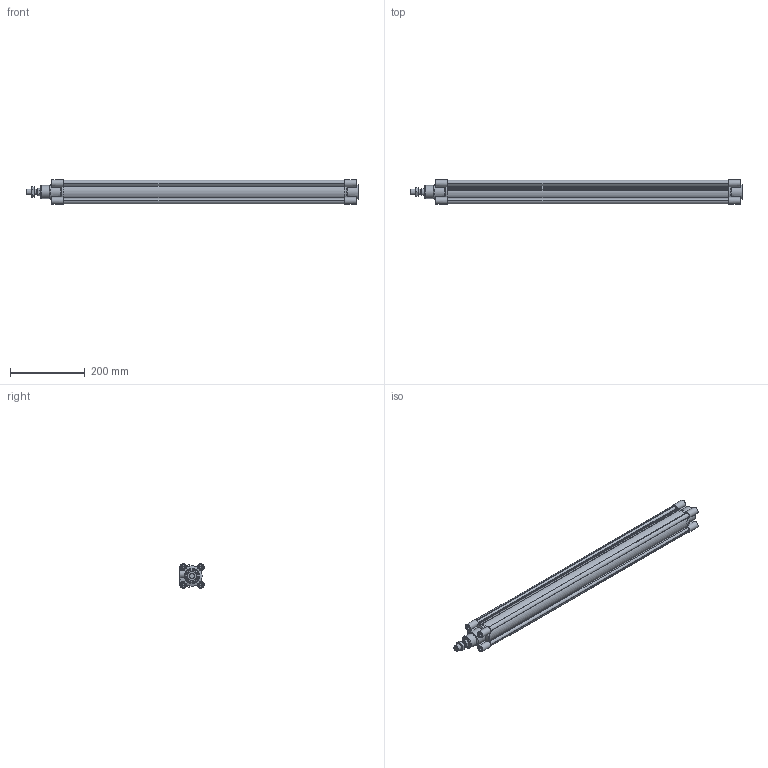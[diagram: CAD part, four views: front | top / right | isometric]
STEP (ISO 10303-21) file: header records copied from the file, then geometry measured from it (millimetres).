
FILE_DESCRIPTION( ( 'STEP AP214' ), '1' );
FILE_NAME( '1390.50.710.01(00).stp', '2021-07-14T12:04:18', ( 'License CC BY-ND 4.0' ), ( 'CADENAS' ), ' ', 'PARTsolutions', ' ' );
FILE_SCHEMA( ( 'AUTOMOTIVE_DESIGN { 1 0 10303 214 1 1 1 1 }' ) );
Length unit declared in the file: millimetre
Products named in the file (6): 1390.50.710.01(00); _50_left_head; _507100CI445; _50-right_head; _507100_piston; _1320.50.18F
Assembly tree (5 placements, depth 2):
  1390.50.710.01(00)
    _50_left_head
    _507100CI445
    _50-right_head
    _507100_piston
    _1320.50.18F
Bounding box: 889 x 65 x 65 mm (x, y, z)
Volume: 1116467.7 mm3; surface area: 581261.5 mm2
Topology: 5 solids, 5 shells, 356 faces, 854 edges, 540 vertices
Faces by surface type: plane 232, cylinder 89, cone 34, torus 1
Full cylindrical faces by diameter (mm): 6.647 x8, 7.4 x4, 10 x2, 11.445 x2, 13 x8, 13.5 x8, 14.376 x1, 14.5 x1, 16 x1, 19.5 x1, 20 x2, 35 x1, 40 x2, 50 x4
Entity records: 13130 total; most frequent: CARTESIAN_POINT 2020, DIRECTION 1728, ORIENTED_EDGE 1578, EDGE_CURVE 789, AXIS2_PLACEMENT_3D 629, VERTEX_POINT 537, LINE 470, VECTOR 470
